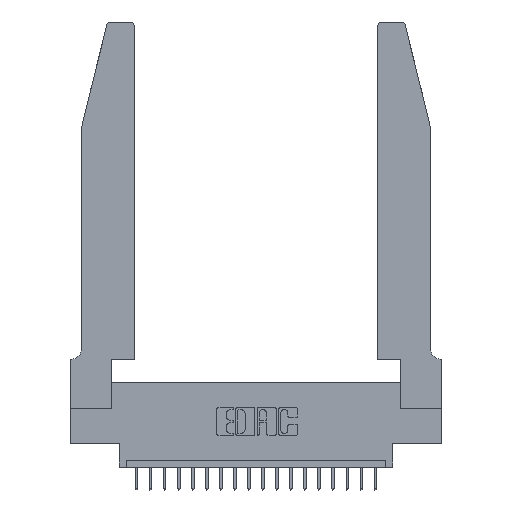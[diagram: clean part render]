
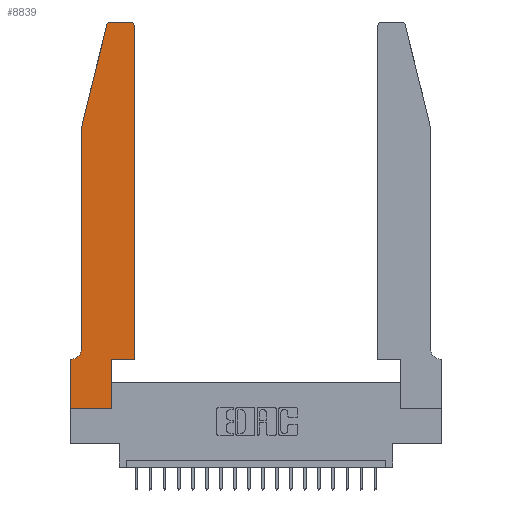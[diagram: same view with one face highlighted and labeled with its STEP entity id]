
A CAD part, top view. The second image highlights one B-rep face of the part: STEP entity #8839.
In plain terms, the highlighted planar face has unit normal (0, 0, 1).
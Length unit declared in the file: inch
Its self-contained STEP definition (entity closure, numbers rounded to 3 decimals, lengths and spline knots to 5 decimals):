
#414 = CARTESIAN_POINT ( 'NONE',  ( 0.0755, 2., 0.37 ) ) ;
#596 = LINE ( 'NONE', #4118, #11816 ) ;
#1084 = DIRECTION ( 'NONE',  ( 0., 0., 1. ) ) ;
#1125 = VECTOR ( 'NONE', #2920, 39.37008 ) ;
#1214 = DIRECTION ( 'NONE',  ( 1., 0., 0. ) ) ;
#1258 = ORIENTED_EDGE ( 'NONE', *, *, #18392, .T. ) ;
#1344 = ORIENTED_EDGE ( 'NONE', *, *, #8180, .T. ) ;
#1948 = CARTESIAN_POINT ( 'NONE',  ( 0.2865, 0., 0.37 ) ) ;
#2162 = DIRECTION ( 'NONE',  ( 0., 1., 0. ) ) ;
#2274 = CARTESIAN_POINT ( 'NONE',  ( 0.0055, 0.42, 0.37 ) ) ;
#2440 = LINE ( 'NONE', #14158, #3479 ) ;
#2494 = ORIENTED_EDGE ( 'NONE', *, *, #14098, .T. ) ;
#2712 = VERTEX_POINT ( 'NONE', #18328 ) ;
#2920 = DIRECTION ( 'NONE',  ( 0., 1., 0. ) ) ;
#3138 = VERTEX_POINT ( 'NONE', #5531 ) ;
#3232 = DIRECTION ( 'NONE',  ( 0., 0., -1. ) ) ;
#3257 = VERTEX_POINT ( 'NONE', #9120 ) ;
#3479 = VECTOR ( 'NONE', #6060, 39.37008 ) ;
#3503 = LINE ( 'NONE', #19698, #11343 ) ;
#4118 = CARTESIAN_POINT ( 'NONE',  ( 0., 0., 0.37 ) ) ;
#4201 = VERTEX_POINT ( 'NONE', #19159 ) ;
#4215 = EDGE_CURVE ( 'NONE', #2712, #6626, #20052, .T. ) ;
#4437 = CARTESIAN_POINT ( 'NONE',  ( 0.284, 2.72, 0.37 ) ) ;
#4630 = EDGE_CURVE ( 'NONE', #3257, #2712, #3503, .T. ) ;
#4770 = VERTEX_POINT ( 'NONE', #14232 ) ;
#4799 = EDGE_CURVE ( 'NONE', #13660, #3138, #2440, .T. ) ;
#4867 = ORIENTED_EDGE ( 'NONE', *, *, #4630, .T. ) ;
#5453 = AXIS2_PLACEMENT_3D ( 'NONE', #12383, #12302, #5656 ) ;
#5531 = CARTESIAN_POINT ( 'NONE',  ( 0., 0.35, 0.37 ) ) ;
#5616 = EDGE_CURVE ( 'NONE', #6626, #4770, #16557, .T. ) ;
#5648 = VERTEX_POINT ( 'NONE', #1948 ) ;
#5656 = DIRECTION ( 'NONE',  ( 1., 0., 0. ) ) ;
#5782 = EDGE_CURVE ( 'NONE', #4201, #3257, #17584, .T. ) ;
#5887 = DIRECTION ( 'NONE',  ( 1., 0., 0. ) ) ;
#6060 = DIRECTION ( 'NONE',  ( -1., 0., 0. ) ) ;
#6185 = VERTEX_POINT ( 'NONE', #15603 ) ;
#6208 = VECTOR ( 'NONE', #15006, 39.37008 ) ;
#6360 = CARTESIAN_POINT ( 'NONE',  ( 0.4505, 0.35, 0.37 ) ) ;
#6452 = FACE_OUTER_BOUND ( 'NONE', #19686, .T. ) ;
#6626 = VERTEX_POINT ( 'NONE', #8757 ) ;
#7489 = VERTEX_POINT ( 'NONE', #8521 ) ;
#7521 = DIRECTION ( 'NONE',  ( 1., 0., 0. ) ) ;
#7973 = ORIENTED_EDGE ( 'NONE', *, *, #10830, .T. ) ;
#8180 = EDGE_CURVE ( 'NONE', #6185, #12229, #10637, .T. ) ;
#8521 = CARTESIAN_POINT ( 'NONE',  ( 0., 0., 0.37 ) ) ;
#8757 = CARTESIAN_POINT ( 'NONE',  ( 0.25487, 2.72718, 0.37 ) ) ;
#8839 = ADVANCED_FACE ( 'NONE', ( #6452 ), #9103, .T. ) ;
#9103 = PLANE ( 'NONE',  #5453 ) ;
#9120 = CARTESIAN_POINT ( 'NONE',  ( 0.4205, 2.75, 0.37 ) ) ;
#9223 = LINE ( 'NONE', #414, #10244 ) ;
#10019 = LINE ( 'NONE', #16392, #1125 ) ;
#10197 = ORIENTED_EDGE ( 'NONE', *, *, #4799, .T. ) ;
#10244 = VECTOR ( 'NONE', #15493, 39.37008 ) ;
#10637 = LINE ( 'NONE', #21728, #6208 ) ;
#10830 = EDGE_CURVE ( 'NONE', #5648, #6185, #10019, .T. ) ;
#10887 = VERTEX_POINT ( 'NONE', #13017 ) ;
#11061 = DIRECTION ( 'NONE',  ( -1., 0., 0. ) ) ;
#11286 = CARTESIAN_POINT ( 'NONE',  ( 0., 0., 0.37 ) ) ;
#11307 = LINE ( 'NONE', #12147, #14945 ) ;
#11343 = VECTOR ( 'NONE', #11061, 39.37008 ) ;
#11365 = AXIS2_PLACEMENT_3D ( 'NONE', #2274, #3232, #20025 ) ;
#11550 = EDGE_CURVE ( 'NONE', #7489, #5648, #596, .T. ) ;
#11816 = VECTOR ( 'NONE', #5887, 39.37008 ) ;
#12094 = EDGE_CURVE ( 'NONE', #12229, #4201, #11307, .T. ) ;
#12147 = CARTESIAN_POINT ( 'NONE',  ( 0.4505, 0.35, 0.37 ) ) ;
#12229 = VERTEX_POINT ( 'NONE', #6360 ) ;
#12230 = CIRCLE ( 'NONE', #11365, 0.07 ) ;
#12245 = EDGE_CURVE ( 'NONE', #3138, #7489, #18881, .T. ) ;
#12302 = DIRECTION ( 'NONE',  ( 0., 0., 1. ) ) ;
#12383 = CARTESIAN_POINT ( 'NONE',  ( 0., 0.35, 0.37 ) ) ;
#12699 = AXIS2_PLACEMENT_3D ( 'NONE', #4437, #1084, #1214 ) ;
#13017 = CARTESIAN_POINT ( 'NONE',  ( 0.0755, 0.42, 0.37 ) ) ;
#13660 = VERTEX_POINT ( 'NONE', #20547 ) ;
#13890 = ORIENTED_EDGE ( 'NONE', *, *, #12245, .T. ) ;
#14074 = ORIENTED_EDGE ( 'NONE', *, *, #4215, .T. ) ;
#14098 = EDGE_CURVE ( 'NONE', #10887, #13660, #12230, .T. ) ;
#14158 = CARTESIAN_POINT ( 'NONE',  ( 0.0755, 0.35, 0.37 ) ) ;
#14232 = CARTESIAN_POINT ( 'NONE',  ( 0.0755, 2., 0.37 ) ) ;
#14945 = VECTOR ( 'NONE', #2162, 39.37008 ) ;
#15006 = DIRECTION ( 'NONE',  ( 1., 0., 0. ) ) ;
#15080 = ORIENTED_EDGE ( 'NONE', *, *, #5782, .T. ) ;
#15391 = DIRECTION ( 'NONE',  ( -0.239, -0.971, 0. ) ) ;
#15493 = DIRECTION ( 'NONE',  ( 0., -1., 0. ) ) ;
#15603 = CARTESIAN_POINT ( 'NONE',  ( 0.2865, 0.35, 0.37 ) ) ;
#16392 = CARTESIAN_POINT ( 'NONE',  ( 0.2865, 0.35, 0.37 ) ) ;
#16557 = LINE ( 'NONE', #18920, #20501 ) ;
#16621 = ORIENTED_EDGE ( 'NONE', *, *, #11550, .T. ) ;
#16700 = ORIENTED_EDGE ( 'NONE', *, *, #5616, .T. ) ;
#17536 = CARTESIAN_POINT ( 'NONE',  ( 0.4205, 2.72, 0.37 ) ) ;
#17584 = CIRCLE ( 'NONE', #20047, 0.03 ) ;
#17838 = VECTOR ( 'NONE', #18171, 39.37008 ) ;
#18171 = DIRECTION ( 'NONE',  ( 0., -1., 0. ) ) ;
#18328 = CARTESIAN_POINT ( 'NONE',  ( 0.284, 2.75, 0.37 ) ) ;
#18392 = EDGE_CURVE ( 'NONE', #4770, #10887, #9223, .T. ) ;
#18881 = LINE ( 'NONE', #11286, #17838 ) ;
#18920 = CARTESIAN_POINT ( 'NONE',  ( 0.0755, 2., 0.37 ) ) ;
#19159 = CARTESIAN_POINT ( 'NONE',  ( 0.4505, 2.72, 0.37 ) ) ;
#19168 = ORIENTED_EDGE ( 'NONE', *, *, #12094, .T. ) ;
#19686 = EDGE_LOOP ( 'NONE', ( #4867, #14074, #16700, #1258, #2494, #10197, #13890, #16621, #7973, #1344, #19168, #15080 ) ) ;
#19698 = CARTESIAN_POINT ( 'NONE',  ( 0.2605, 2.75, 0.37 ) ) ;
#20025 = DIRECTION ( 'NONE',  ( -1., 0., 0. ) ) ;
#20047 = AXIS2_PLACEMENT_3D ( 'NONE', #17536, #20636, #7521 ) ;
#20052 = CIRCLE ( 'NONE', #12699, 0.03 ) ;
#20501 = VECTOR ( 'NONE', #15391, 39.37008 ) ;
#20547 = CARTESIAN_POINT ( 'NONE',  ( 0.0055, 0.35, 0.37 ) ) ;
#20636 = DIRECTION ( 'NONE',  ( 0., 0., 1. ) ) ;
#21728 = CARTESIAN_POINT ( 'NONE',  ( 0.4505, 0.35, 0.37 ) ) ;
